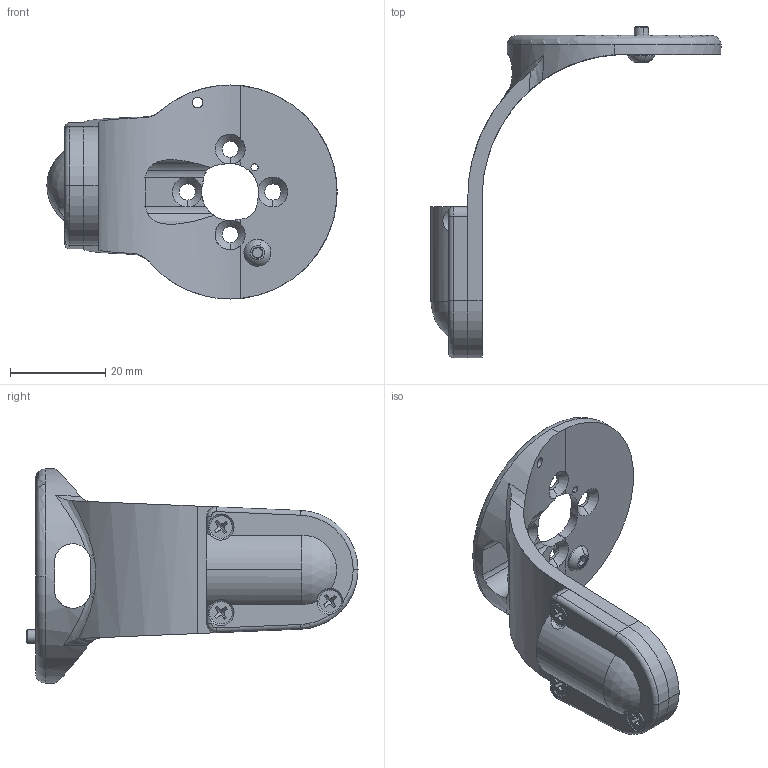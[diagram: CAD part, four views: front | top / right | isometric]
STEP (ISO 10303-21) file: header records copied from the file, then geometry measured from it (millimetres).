
FILE_DESCRIPTION (( 'STEP AP214' ), '1' );
FILE_NAME ('ASM_head_tilt_hanger.STEP', '2023-01-03T23:47:00', ( '' ), ( '' ), 'SwSTEP 2.0', 'SolidWorks 2018', '' );
FILE_SCHEMA (( 'AUTOMOTIVE_DESIGN' ));
Length unit declared in the file: millimetre
Products named in the file (1): ASM_head_tilt_hanger
Bounding box: 61.02 x 69.81 x 45 mm (x, y, z)
Surface area: 9949.3 mm2 (no closed solid volume)
Topology: 0 solids, 10 shells, 257 faces, 754 edges, 485 vertices
Faces by surface type: cylinder 96, plane 93, cone 51, torus 7, bspline 7, sphere 3
Entity records: 12152 total; most frequent: CARTESIAN_POINT 2638, ORIENTED_EDGE 1403, DIRECTION 1369, EDGE_CURVE 748, AXIS2_PLACEMENT_3D 538, VERTEX_POINT 485, LINE 293, VECTOR 293
